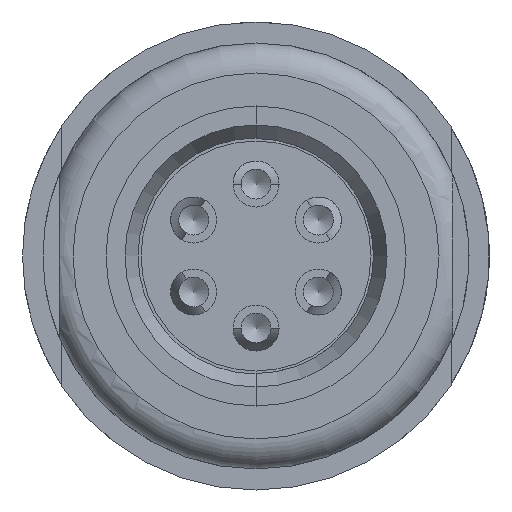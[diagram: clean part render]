
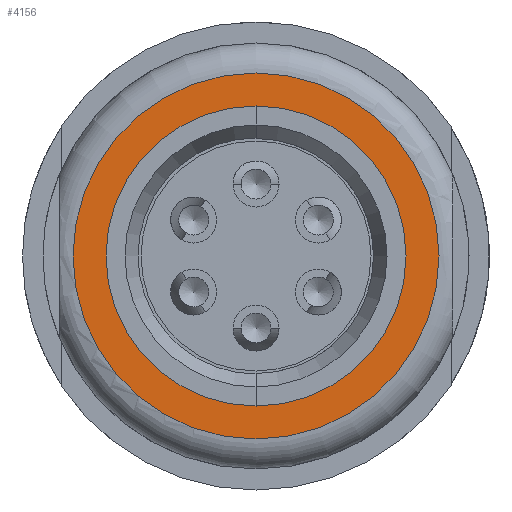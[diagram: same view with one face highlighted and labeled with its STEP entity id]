
A CAD part, front view. The second image highlights one B-rep face of the part: STEP entity #4156.
In plain terms, the highlighted face is planar.
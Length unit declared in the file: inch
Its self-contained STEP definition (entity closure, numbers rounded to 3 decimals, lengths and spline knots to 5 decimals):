
#148=FACE_BOUND('',#589,.T.);
#187=PLANE('',#4553);
#348=FACE_OUTER_BOUND('',#588,.T.);
#588=EDGE_LOOP('',(#2956));
#589=EDGE_LOOP('',(#2957));
#915=CIRCLE('',#4552,0.183);
#916=CIRCLE('',#4554,0.15);
#1803=VERTEX_POINT('',#8424);
#1804=VERTEX_POINT('',#8428);
#2252=EDGE_CURVE('',#1803,#1803,#915,.T.);
#2253=EDGE_CURVE('',#1804,#1804,#916,.T.);
#2956=ORIENTED_EDGE('',*,*,#2252,.F.);
#2957=ORIENTED_EDGE('',*,*,#2253,.T.);
#4156=ADVANCED_FACE('',(#348,#148),#187,.F.);
#4552=AXIS2_PLACEMENT_3D('',#8426,#5116,#5117);
#4553=AXIS2_PLACEMENT_3D('',#8427,#5118,#5119);
#4554=AXIS2_PLACEMENT_3D('',#8429,#5120,#5121);
#5116=DIRECTION('center_axis',(0.,0.,-1.));
#5117=DIRECTION('ref_axis',(-1.,0.,0.));
#5118=DIRECTION('center_axis',(0.,0.,-1.));
#5119=DIRECTION('ref_axis',(-1.,0.,0.));
#5120=DIRECTION('center_axis',(0.,0.,-1.));
#5121=DIRECTION('ref_axis',(-1.,0.,0.));
#8424=CARTESIAN_POINT('',(0.183,0.,0.432));
#8426=CARTESIAN_POINT('Origin',(0.,0.,0.432));
#8427=CARTESIAN_POINT('Origin',(0.,0.,0.432));
#8428=CARTESIAN_POINT('',(0.15,0.,0.432));
#8429=CARTESIAN_POINT('Origin',(0.,0.,0.432));
